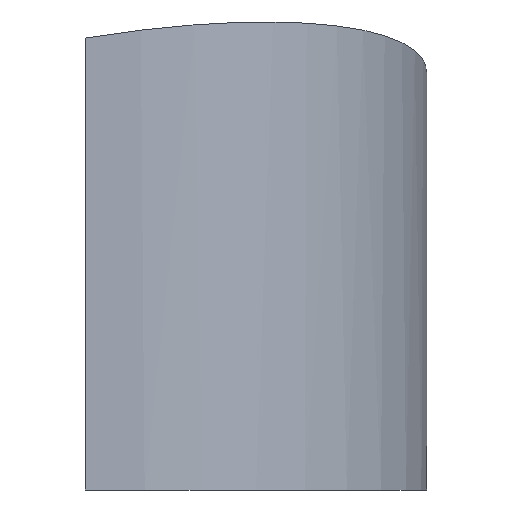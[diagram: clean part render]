
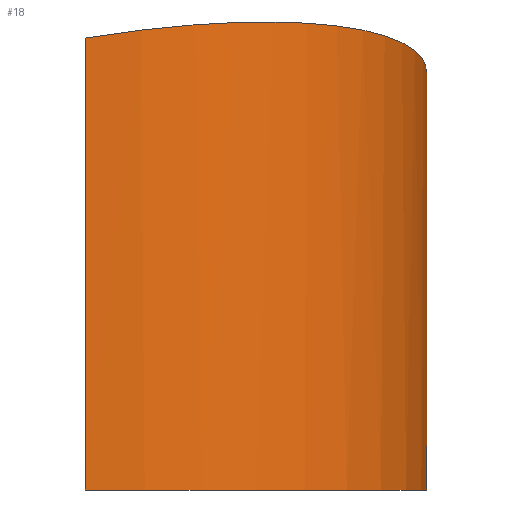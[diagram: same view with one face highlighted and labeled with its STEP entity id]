
A CAD part, front view. The second image highlights one B-rep face of the part: STEP entity #18.
In plain terms, the highlighted cylindrical face has radius 100 mm (diameter 199.999 mm), a partial arc.
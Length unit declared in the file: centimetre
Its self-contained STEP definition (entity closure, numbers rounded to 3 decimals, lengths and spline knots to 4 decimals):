
#18=ADVANCED_FACE('',(#23),#74,.T.);
#23=FACE_OUTER_BOUND('',#28,.T.);
#28=EDGE_LOOP('',(#43,#44,#45,#46));
#43=ORIENTED_EDGE('',*,*,#49,.T.);
#44=ORIENTED_EDGE('',*,*,#55,.T.);
#45=ORIENTED_EDGE('',*,*,#54,.T.);
#46=ORIENTED_EDGE('',*,*,#52,.F.);
#49=EDGE_CURVE('',#70,#68,#63,.T.);
#52=EDGE_CURVE('',#70,#71,#66,.T.);
#54=EDGE_CURVE('',#72,#71,#61,.T.);
#55=EDGE_CURVE('',#68,#72,#57,.T.);
#57=TRIMMED_CURVE($,#59,(#233),(#234),.T.,.CARTESIAN.);
#59=CIRCLE('',#172,10.);
#61=(
BOUNDED_CURVE()
B_SPLINE_CURVE(1,(#230,#231),.UNSPECIFIED.,.F.,.F.)
B_SPLINE_CURVE_WITH_KNOTS((2,2),(0.,122.4077),.UNSPECIFIED.)
CURVE()
GEOMETRIC_REPRESENTATION_ITEM()
RATIONAL_B_SPLINE_CURVE((1.,1.))
REPRESENTATION_ITEM('')
);
#63=B_SPLINE_CURVE_WITH_KNOTS('',1,(#203,#204),.UNSPECIFIED.,.F.,.F.,(2,
2),(-192.4354,-60.),.UNSPECIFIED.);
#66=B_SPLINE_CURVE_WITH_KNOTS('',3,(#218,#219,#220,#221,#222,#223,#224,
#225,#226),.UNSPECIFIED.,.F.,.F.,(4,2,3,4),(-535.9422,-496.2647,
-456.5693,-374.5505),.UNSPECIFIED.);
#68=VERTEX_POINT('',#194);
#70=VERTEX_POINT('',#196);
#71=VERTEX_POINT('',#197);
#72=VERTEX_POINT('',#198);
#74=CYLINDRICAL_SURFACE('',#170,10.);
#170=AXIS2_PLACEMENT_3D('',#192,#180,$);
#172=AXIS2_PLACEMENT_3D($,#232,#183,#184);
#180=DIRECTION('',(0.,0.,1.));
#183=DIRECTION('',(0.,0.,1.));
#184=DIRECTION('',(0.,-1.,0.));
#192=CARTESIAN_POINT('',(0.,0.,6.9269));
#194=CARTESIAN_POINT('',(0.,-10.,0.));
#196=CARTESIAN_POINT('',(0.,-10.,13.2435));
#197=CARTESIAN_POINT('',(10.,0.,12.2408));
#198=CARTESIAN_POINT('',(10.,0.,0.));
#203=CARTESIAN_POINT('',(0.,-10.,13.2435));
#204=CARTESIAN_POINT('',(0.,-10.,0.));
#218=CARTESIAN_POINT('',(0.,-10.,13.2435));
#219=CARTESIAN_POINT('',(1.3009,-10.,13.4588));
#220=CARTESIAN_POINT('',(2.5979,-9.7461,13.606));
#221=CARTESIAN_POINT('',(5.0341,-8.7404,13.742));
#222=CARTESIAN_POINT('',(6.1402,-8.0019,13.7287));
#223=CARTESIAN_POINT('',(7.0711,-7.0711,13.6354));
#224=CARTESIAN_POINT('',(8.9812,-5.161,13.4439));
#225=CARTESIAN_POINT('',(10.,-2.6026,12.9325));
#226=CARTESIAN_POINT('',(10.,0.,12.2408));
#230=CARTESIAN_POINT('',(10.,0.,0.));
#231=CARTESIAN_POINT('',(10.,0.,12.2408));
#232=CARTESIAN_POINT('',(0.,0.,0.));
#233=CARTESIAN_POINT('',(0.,-10.,0.));
#234=CARTESIAN_POINT('',(10.,0.,0.));
